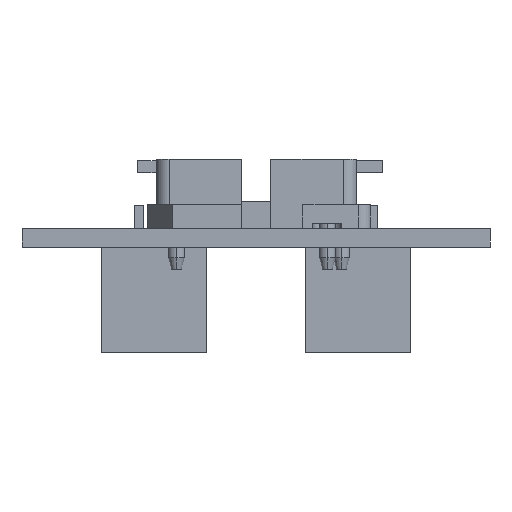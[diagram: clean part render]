
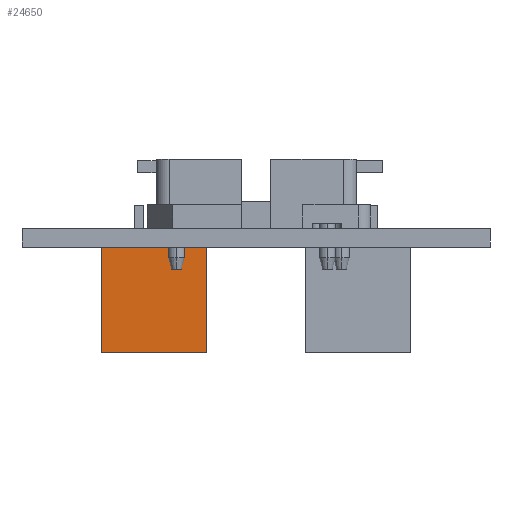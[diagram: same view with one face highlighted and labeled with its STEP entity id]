
A CAD part, front view. The second image highlights one B-rep face of the part: STEP entity #24650.
In plain terms, the highlighted planar face has unit normal (0, -1, 0).
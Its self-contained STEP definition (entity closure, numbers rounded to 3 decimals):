
#173 = EDGE_CURVE ( 'NONE', #18415, #10994, #19584, .T. ) ;
#557 = FACE_OUTER_BOUND ( 'NONE', #9658, .T. ) ;
#2416 = LINE ( 'NONE', #8543, #4297 ) ;
#2621 = DIRECTION ( 'NONE',  ( 0., 0., 1. ) ) ;
#4297 = VECTOR ( 'NONE', #36427, 1000. ) ;
#4991 = PLANE ( 'NONE',  #37408 ) ;
#6790 = DIRECTION ( 'NONE',  ( -1., 0., 0. ) ) ;
#8543 = CARTESIAN_POINT ( 'NONE',  ( -13.23, -0.93, -1.6 ) ) ;
#9658 = EDGE_LOOP ( 'NONE', ( #32298, #23139, #35074, #29838 ) ) ;
#10599 = DIRECTION ( 'NONE',  ( 0., 1., 0. ) ) ;
#10994 = VERTEX_POINT ( 'NONE', #20369 ) ;
#11166 = CARTESIAN_POINT ( 'NONE',  ( -4.23, -0.93, -10.6 ) ) ;
#11656 = VERTEX_POINT ( 'NONE', #26056 ) ;
#13104 = CARTESIAN_POINT ( 'NONE',  ( -13.23, -0.93, -1.6 ) ) ;
#15381 = EDGE_CURVE ( 'NONE', #11656, #28526, #2416, .T. ) ;
#15873 = LINE ( 'NONE', #24039, #29774 ) ;
#18415 = VERTEX_POINT ( 'NONE', #11166 ) ;
#19584 = LINE ( 'NONE', #22076, #32981 ) ;
#20369 = CARTESIAN_POINT ( 'NONE',  ( -13.23, -0.93, -10.6 ) ) ;
#21715 = EDGE_CURVE ( 'NONE', #18415, #11656, #34606, .T. ) ;
#22076 = CARTESIAN_POINT ( 'NONE',  ( -13.23, -0.93, -10.6 ) ) ;
#23139 = ORIENTED_EDGE ( 'NONE', *, *, #36381, .F. ) ;
#24039 = CARTESIAN_POINT ( 'NONE',  ( -13.23, -0.93, -10.6 ) ) ;
#24058 = CARTESIAN_POINT ( 'NONE',  ( -4.23, -0.93, -10.6 ) ) ;
#24650 = ADVANCED_FACE ( 'NONE', ( #557 ), #4991, .F. ) ;
#26056 = CARTESIAN_POINT ( 'NONE',  ( -4.23, -0.93, -1.6 ) ) ;
#27437 = VECTOR ( 'NONE', #2621, 1000. ) ;
#28526 = VERTEX_POINT ( 'NONE', #13104 ) ;
#29774 = VECTOR ( 'NONE', #29791, 1000. ) ;
#29791 = DIRECTION ( 'NONE',  ( 0., 0., 1. ) ) ;
#29838 = ORIENTED_EDGE ( 'NONE', *, *, #21715, .T. ) ;
#32060 = DIRECTION ( 'NONE',  ( 0., 0., 1. ) ) ;
#32298 = ORIENTED_EDGE ( 'NONE', *, *, #15381, .T. ) ;
#32451 = CARTESIAN_POINT ( 'NONE',  ( -13.23, -0.93, -10.6 ) ) ;
#32981 = VECTOR ( 'NONE', #6790, 1000. ) ;
#34606 = LINE ( 'NONE', #24058, #27437 ) ;
#35074 = ORIENTED_EDGE ( 'NONE', *, *, #173, .F. ) ;
#36381 = EDGE_CURVE ( 'NONE', #10994, #28526, #15873, .T. ) ;
#36427 = DIRECTION ( 'NONE',  ( -1., 0., 0. ) ) ;
#37408 = AXIS2_PLACEMENT_3D ( 'NONE', #32451, #10599, #32060 ) ;
